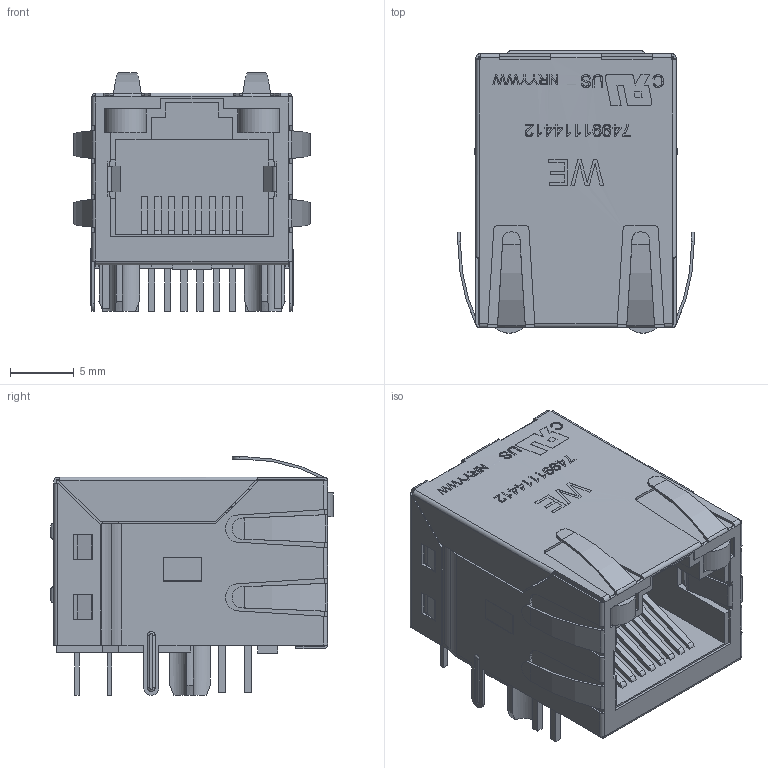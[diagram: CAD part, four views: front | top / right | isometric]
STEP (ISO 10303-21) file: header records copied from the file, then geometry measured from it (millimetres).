
FILE_DESCRIPTION(/* description */ ('Unknown'),/* implementation_level */ '2;1');
FILE_NAME(/* name */ 'T_Wurth_WE-RJ45LAN_74991114412',/* time_stamp */ '2025-08-21T17:12:44+08:00',/* author */ ('Unknown'),/* organization */ ('Unknown'),/* preprocessor_version */ 'ST-DEVELOPER v19.4',/* originating_system */ 'Solid Edge',/* authorisation */ 'Unknown');
FILE_SCHEMA (('AUTOMOTIVE_DESIGN {1 0 10303 214 3 1 1}'));
Length unit declared in the file: millimetre
Products named in the file (2): T_Wurth_WE-RJ45LAN_74991114412
Assembly tree (1 placements, depth 2):
  T_Wurth_WE-RJ45LAN_74991114412
    T_Wurth_WE-RJ45LAN_74991114412
Bounding box: 18.55 x 22.2 x 18.75 mm (x, y, z)
Volume: 3073.1 mm3; surface area: 5871.5 mm2
Topology: 4 solids, 4 shells, 1017 faces, 2696 edges, 1746 vertices
Faces by surface type: plane 745, cylinder 202, bspline 54, cone 8, torus 8
Entity records: 39693 total; most frequent: CARTESIAN_POINT 7996, ORIENTED_EDGE 5388, DIRECTION 4506, EDGE_CURVE 2694, LINE 1872, VECTOR 1872, VERTEX_POINT 1746, AXIS2_PLACEMENT_3D 1317
